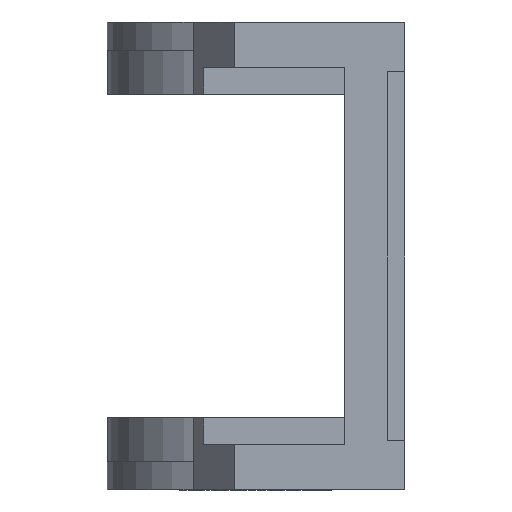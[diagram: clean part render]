
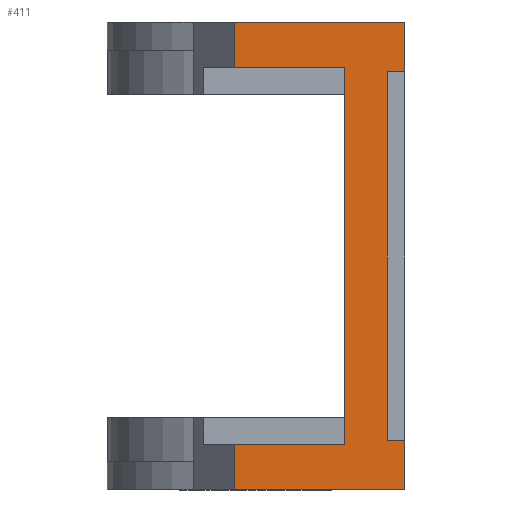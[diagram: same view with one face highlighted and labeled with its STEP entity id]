
A CAD part, left-side view. The second image highlights one B-rep face of the part: STEP entity #411.
In plain terms, the highlighted planar face has unit normal (-1, 0, 0).
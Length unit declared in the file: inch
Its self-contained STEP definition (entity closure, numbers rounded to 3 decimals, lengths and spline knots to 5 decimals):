
#118 = CARTESIAN_POINT ( 'NONE',  ( -3.57, -0.61, 0.855 ) ) ;
#125 = CARTESIAN_POINT ( 'NONE',  ( -3.57, -0.61, -0.855 ) ) ;
#128 = CARTESIAN_POINT ( 'NONE',  ( -3.57, 0.1, 0.875 ) ) ;
#136 = CARTESIAN_POINT ( 'NONE',  ( -3.57, 0.1, 1.085 ) ) ;
#311 = EDGE_CURVE ( 'NONE', #1365, #1350, #1772, .T. ) ;
#334 = EDGE_CURVE ( 'NONE', #1356, #1368, #1405, .T. ) ;
#341 = EDGE_CURVE ( 'NONE', #1346, #1358, #1425, .T. ) ;
#411 = ADVANCED_FACE ( 'NONE', ( #2673 ), #2876, .F. ) ;
#453 = CARTESIAN_POINT ( 'NONE',  ( -3.57, -0.69, -0.855 ) ) ;
#457 = CARTESIAN_POINT ( 'NONE',  ( -3.57, -0.69, 0.855 ) ) ;
#463 = CARTESIAN_POINT ( 'NONE',  ( -3.57, -0.41, 0.875 ) ) ;
#465 = CARTESIAN_POINT ( 'NONE',  ( -3.57, -0.69, -1.085 ) ) ;
#467 = CARTESIAN_POINT ( 'NONE',  ( -3.57, 0.1, -1.085 ) ) ;
#470 = CARTESIAN_POINT ( 'NONE',  ( -3.57, 0.1, -0.875 ) ) ;
#472 = CARTESIAN_POINT ( 'NONE',  ( -3.57, -0.69, 1.085 ) ) ;
#475 = CARTESIAN_POINT ( 'NONE',  ( -3.57, -0.41, -0.875 ) ) ;
#703 = CARTESIAN_POINT ( 'NONE',  ( -3.57, -0.41, -0.875 ) ) ;
#704 = DIRECTION ( 'NONE',  ( 0., -1., 0. ) ) ;
#751 = CARTESIAN_POINT ( 'NONE',  ( -3.57, -0.41, 0.875 ) ) ;
#752 = DIRECTION ( 'NONE',  ( 0., 1., 0. ) ) ;
#753 = CARTESIAN_POINT ( 'NONE',  ( -3.57, -0.69, -1.085 ) ) ;
#754 = DIRECTION ( 'NONE',  ( 0., 1., 0. ) ) ;
#755 = CARTESIAN_POINT ( 'NONE',  ( -3.57, 0.1, 1.085 ) ) ;
#756 = DIRECTION ( 'NONE',  ( 0., 0., -1. ) ) ;
#1019 = VERTEX_POINT ( 'NONE', #118 ) ;
#1026 = VERTEX_POINT ( 'NONE', #125 ) ;
#1030 = VERTEX_POINT ( 'NONE', #128 ) ;
#1038 = VERTEX_POINT ( 'NONE', #136 ) ;
#1128 = CARTESIAN_POINT ( 'NONE',  ( -3.57, -0.61, -0.855 ) ) ;
#1129 = DIRECTION ( 'NONE',  ( 0., -1., 0. ) ) ;
#1133 = CARTESIAN_POINT ( 'NONE',  ( -3.57, -0.61, -0.855 ) ) ;
#1134 = DIRECTION ( 'NONE',  ( 0., 0., 1. ) ) ;
#1137 = CARTESIAN_POINT ( 'NONE',  ( -3.57, -0.61, 0.855 ) ) ;
#1138 = DIRECTION ( 'NONE',  ( 0., -1., 0. ) ) ;
#1154 = CARTESIAN_POINT ( 'NONE',  ( -3.57, 0.1, 1.085 ) ) ;
#1155 = DIRECTION ( 'NONE',  ( 0., 0., -1. ) ) ;
#1156 = CARTESIAN_POINT ( 'NONE',  ( -3.57, -0.69, 1.085 ) ) ;
#1157 = DIRECTION ( 'NONE',  ( 0., 1., 0. ) ) ;
#1271 = EDGE_LOOP ( 'NONE', ( #2249, #2261, #2258, #2246, #2247, #2256, #2251, #2255, #2173, #2172, #2171, #2170 ) ) ;
#1346 = VERTEX_POINT ( 'NONE', #453 ) ;
#1350 = VERTEX_POINT ( 'NONE', #457 ) ;
#1356 = VERTEX_POINT ( 'NONE', #463 ) ;
#1358 = VERTEX_POINT ( 'NONE', #465 ) ;
#1360 = VERTEX_POINT ( 'NONE', #467 ) ;
#1363 = VERTEX_POINT ( 'NONE', #470 ) ;
#1365 = VERTEX_POINT ( 'NONE', #472 ) ;
#1368 = VERTEX_POINT ( 'NONE', #475 ) ;
#1399 = VECTOR ( 'NONE', #1966, 39.37008 ) ;
#1405 = LINE ( 'NONE', #1965, #1399 ) ;
#1424 = VECTOR ( 'NONE', #1983, 39.37008 ) ;
#1425 = LINE ( 'NONE', #1982, #1424 ) ;
#1772 = LINE ( 'NONE', #2486, #1773 ) ;
#1773 = VECTOR ( 'NONE', #2487, 39.37008 ) ;
#1965 = CARTESIAN_POINT ( 'NONE',  ( -3.57, -0.41, 2.04957 ) ) ;
#1966 = DIRECTION ( 'NONE',  ( 0., 0., -1. ) ) ;
#1982 = CARTESIAN_POINT ( 'NONE',  ( -3.57, -0.69, 1.085 ) ) ;
#1983 = DIRECTION ( 'NONE',  ( 0., 0., -1. ) ) ;
#2170 = ORIENTED_EDGE ( 'NONE', *, *, #3003, .T. ) ;
#2171 = ORIENTED_EDGE ( 'NONE', *, *, #3001, .T. ) ;
#2172 = ORIENTED_EDGE ( 'NONE', *, *, #2998, .F. ) ;
#2173 = ORIENTED_EDGE ( 'NONE', *, *, #341, .F. ) ;
#2246 = ORIENTED_EDGE ( 'NONE', *, *, #2992, .F. ) ;
#2247 = ORIENTED_EDGE ( 'NONE', *, *, #334, .T. ) ;
#2249 = ORIENTED_EDGE ( 'NONE', *, *, #311, .F. ) ;
#2251 = ORIENTED_EDGE ( 'NONE', *, *, #3010, .T. ) ;
#2255 = ORIENTED_EDGE ( 'NONE', *, *, #2993, .F. ) ;
#2256 = ORIENTED_EDGE ( 'NONE', *, *, #2971, .F. ) ;
#2258 = ORIENTED_EDGE ( 'NONE', *, *, #2994, .T. ) ;
#2261 = ORIENTED_EDGE ( 'NONE', *, *, #3011, .T. ) ;
#2486 = CARTESIAN_POINT ( 'NONE',  ( -3.57, -0.69, 1.085 ) ) ;
#2487 = DIRECTION ( 'NONE',  ( 0., 0., -1. ) ) ;
#2673 = FACE_OUTER_BOUND ( 'NONE', #1271, .T. ) ;
#2874 = CARTESIAN_POINT ( 'NONE',  ( -3.57, -0.69, 1.085 ) ) ;
#2876 = PLANE ( 'NONE',  #3032 ) ;
#2879 = DIRECTION ( 'NONE',  ( 1., 0., 0. ) ) ;
#2880 = DIRECTION ( 'NONE',  ( 0., 0., 1. ) ) ;
#2971 = EDGE_CURVE ( 'NONE', #1363, #1368, #3091, .T. ) ;
#2992 = EDGE_CURVE ( 'NONE', #1356, #1030, #3127, .T. ) ;
#2993 = EDGE_CURVE ( 'NONE', #1358, #1360, #3129, .T. ) ;
#2994 = EDGE_CURVE ( 'NONE', #1038, #1030, #3131, .T. ) ;
#2998 = EDGE_CURVE ( 'NONE', #1026, #1346, #3139, .T. ) ;
#3001 = EDGE_CURVE ( 'NONE', #1026, #1019, #3145, .T. ) ;
#3003 = EDGE_CURVE ( 'NONE', #1019, #1350, #3149, .T. ) ;
#3010 = EDGE_CURVE ( 'NONE', #1363, #1360, #3158, .T. ) ;
#3011 = EDGE_CURVE ( 'NONE', #1365, #1038, #3160, .T. ) ;
#3032 = AXIS2_PLACEMENT_3D ( 'NONE', #2874, #2879, #2880 ) ;
#3091 = LINE ( 'NONE', #703, #3092 ) ;
#3092 = VECTOR ( 'NONE', #704, 39.37008 ) ;
#3127 = LINE ( 'NONE', #751, #3128 ) ;
#3128 = VECTOR ( 'NONE', #752, 39.37008 ) ;
#3129 = LINE ( 'NONE', #753, #3130 ) ;
#3130 = VECTOR ( 'NONE', #754, 39.37008 ) ;
#3131 = LINE ( 'NONE', #755, #3132 ) ;
#3132 = VECTOR ( 'NONE', #756, 39.37008 ) ;
#3139 = LINE ( 'NONE', #1128, #3140 ) ;
#3140 = VECTOR ( 'NONE', #1129, 39.37008 ) ;
#3145 = LINE ( 'NONE', #1133, #3146 ) ;
#3146 = VECTOR ( 'NONE', #1134, 39.37008 ) ;
#3149 = LINE ( 'NONE', #1137, #3150 ) ;
#3150 = VECTOR ( 'NONE', #1138, 39.37008 ) ;
#3158 = LINE ( 'NONE', #1154, #3159 ) ;
#3159 = VECTOR ( 'NONE', #1155, 39.37008 ) ;
#3160 = LINE ( 'NONE', #1156, #3161 ) ;
#3161 = VECTOR ( 'NONE', #1157, 39.37008 ) ;
